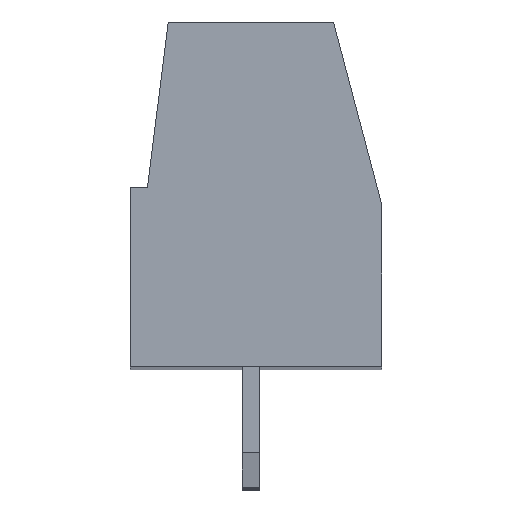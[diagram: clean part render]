
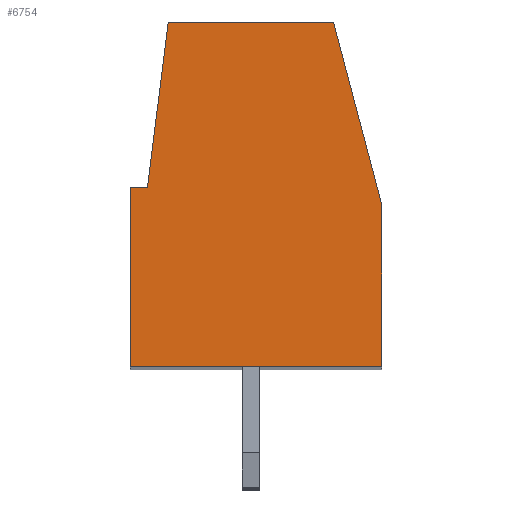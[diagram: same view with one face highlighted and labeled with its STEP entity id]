
A CAD part, top view. The second image highlights one B-rep face of the part: STEP entity #6754.
In plain terms, the highlighted planar face has unit normal (0, 0, 1).
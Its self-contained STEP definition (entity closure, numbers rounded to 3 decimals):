
#13=DIRECTION('',(0.,1.,0.));
#14=VECTOR('',#13,5.2);
#15=CARTESIAN_POINT('',(-3.5,-3.305,47.6));
#16=LINE('',#15,#14);
#17=DIRECTION('',(1.,0.,0.));
#18=VECTOR('',#17,0.5);
#19=CARTESIAN_POINT('',(-3.5,1.895,47.6));
#20=LINE('',#19,#18);
#21=DIRECTION('',(0.124,0.992,0.));
#22=VECTOR('',#21,4.837);
#23=CARTESIAN_POINT('',(-3.,1.895,47.6));
#24=LINE('',#23,#22);
#25=DIRECTION('',(1.,0.,0.));
#26=VECTOR('',#25,4.8);
#27=CARTESIAN_POINT('',(-2.4,6.695,47.6));
#28=LINE('',#27,#26);
#29=DIRECTION('',(0.255,-0.967,0.));
#30=VECTOR('',#29,5.482);
#31=CARTESIAN_POINT('',(2.4,6.695,47.6));
#32=LINE('',#31,#30);
#33=DIRECTION('',(0.,-1.,0.));
#34=VECTOR('',#33,4.7);
#35=CARTESIAN_POINT('',(3.8,1.395,47.6));
#36=LINE('',#35,#34);
#37=DIRECTION('',(-1.,0.,0.));
#38=VECTOR('',#37,7.3);
#39=CARTESIAN_POINT('',(3.8,-3.305,47.6));
#40=LINE('',#39,#38);
#5333=CARTESIAN_POINT('',(-3.5,-3.305,47.6));
#5334=CARTESIAN_POINT('',(-3.5,1.895,47.6));
#5335=VERTEX_POINT('',#5333);
#5336=VERTEX_POINT('',#5334);
#5337=CARTESIAN_POINT('',(3.8,-3.305,47.6));
#5338=VERTEX_POINT('',#5337);
#5339=CARTESIAN_POINT('',(3.8,1.395,47.6));
#5340=VERTEX_POINT('',#5339);
#5341=CARTESIAN_POINT('',(2.4,6.695,47.6));
#5342=VERTEX_POINT('',#5341);
#5343=CARTESIAN_POINT('',(-2.4,6.695,47.6));
#5344=VERTEX_POINT('',#5343);
#5345=CARTESIAN_POINT('',(-3.,1.895,47.6));
#5346=VERTEX_POINT('',#5345);
#6733=CARTESIAN_POINT('',(0.,0.,47.6));
#6734=DIRECTION('',(0.,0.,1.));
#6735=DIRECTION('',(1.,0.,0.));
#6736=AXIS2_PLACEMENT_3D('',#6733,#6734,#6735);
#6737=PLANE('',#6736);
#6739=ORIENTED_EDGE('',*,*,#6738,.T.);
#6741=ORIENTED_EDGE('',*,*,#6740,.T.);
#6743=ORIENTED_EDGE('',*,*,#6742,.T.);
#6745=ORIENTED_EDGE('',*,*,#6744,.T.);
#6747=ORIENTED_EDGE('',*,*,#6746,.T.);
#6749=ORIENTED_EDGE('',*,*,#6748,.T.);
#6751=ORIENTED_EDGE('',*,*,#6750,.T.);
#6752=EDGE_LOOP('',(#6739,#6741,#6743,#6745,#6747,#6749,#6751));
#6753=FACE_OUTER_BOUND('',#6752,.F.);
#6738=EDGE_CURVE('',#5335,#5336,#16,.T.);
#6740=EDGE_CURVE('',#5336,#5346,#20,.T.);
#6742=EDGE_CURVE('',#5346,#5344,#24,.T.);
#6744=EDGE_CURVE('',#5344,#5342,#28,.T.);
#6746=EDGE_CURVE('',#5342,#5340,#32,.T.);
#6748=EDGE_CURVE('',#5340,#5338,#36,.T.);
#6750=EDGE_CURVE('',#5338,#5335,#40,.T.);
#6754=ADVANCED_FACE('',(#6753),#6737,.T.);
